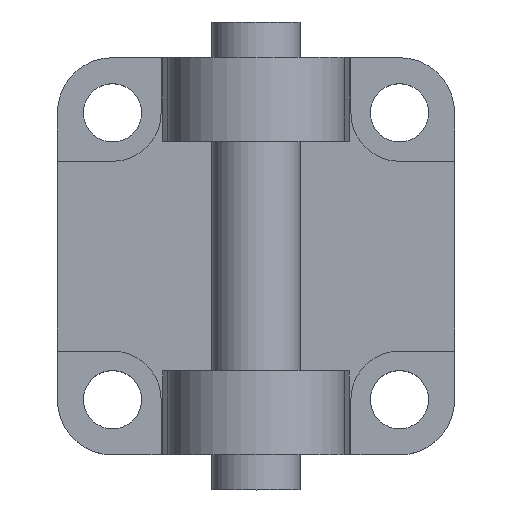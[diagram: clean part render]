
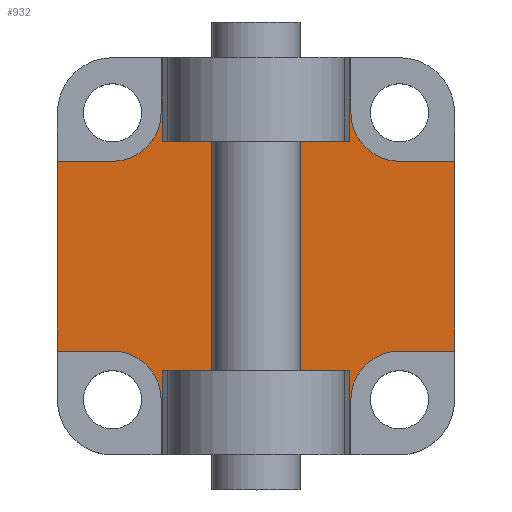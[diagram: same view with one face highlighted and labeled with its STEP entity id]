
A CAD part, top view. The second image highlights one B-rep face of the part: STEP entity #932.
In plain terms, the highlighted planar face has unit normal (0, 0, 1).
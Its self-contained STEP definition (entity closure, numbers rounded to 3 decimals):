
#277=CARTESIAN_POINT('',(-22.5,-10.75,9.0));
#278=VERTEX_POINT('',#277);
#285=CARTESIAN_POINT('',(-22.5,10.75,9.0));
#286=VERTEX_POINT('',#285);
#287=CARTESIAN_POINT('',(-22.5,-10.75,9.0));
#288=DIRECTION('',(0.0,1.0,0.0));
#289=VECTOR('',#288,21.5);
#290=LINE('',#287,#289);
#291=EDGE_CURVE('',#278,#286,#290,.T.);
#434=CARTESIAN_POINT('',(22.5,10.75,9.0));
#435=VERTEX_POINT('',#434);
#442=CARTESIAN_POINT('',(22.5,-10.75,9.0));
#443=VERTEX_POINT('',#442);
#444=CARTESIAN_POINT('',(22.5,10.75,9.0));
#445=DIRECTION('',(0.0,-1.0,0.0));
#446=VECTOR('',#445,21.5);
#447=LINE('',#444,#446);
#448=EDGE_CURVE('',#435,#443,#447,.T.);
#636=CARTESIAN_POINT('',(-10.75,-22.5,9.0));
#637=VERTEX_POINT('',#636);
#644=CARTESIAN_POINT('',(-10.75,-16.25,9.0));
#645=VERTEX_POINT('',#644);
#646=CARTESIAN_POINT('',(-10.75,-16.25,9.0));
#647=DIRECTION('',(0.0,-1.0,0.0));
#648=VECTOR('',#647,6.25);
#649=LINE('',#646,#648);
#650=EDGE_CURVE('',#645,#637,#649,.T.);
#667=CARTESIAN_POINT('',(-16.25,-10.75,9.0));
#668=VERTEX_POINT('',#667);
#675=CARTESIAN_POINT('',(-22.5,-10.75,9.0));
#676=DIRECTION('',(1.0,0.0,0.0));
#677=VECTOR('',#676,6.25);
#678=LINE('',#675,#677);
#679=EDGE_CURVE('',#278,#668,#678,.T.);
#692=CARTESIAN_POINT('',(-16.25,10.75,9.0));
#693=VERTEX_POINT('',#692);
#694=CARTESIAN_POINT('',(-16.25,10.75,9.0));
#695=DIRECTION('',(-1.0,0.0,0.0));
#696=VECTOR('',#695,6.25);
#697=LINE('',#694,#696);
#698=EDGE_CURVE('',#693,#286,#697,.T.);
#715=CARTESIAN_POINT('',(-10.75,16.25,9.0));
#716=VERTEX_POINT('',#715);
#723=CARTESIAN_POINT('',(-10.75,22.5,9.0));
#724=VERTEX_POINT('',#723);
#725=CARTESIAN_POINT('',(-10.75,22.5,9.0));
#726=DIRECTION('',(0.0,-1.0,0.0));
#727=VECTOR('',#726,6.25);
#728=LINE('',#725,#727);
#729=EDGE_CURVE('',#724,#716,#728,.T.);
#746=CARTESIAN_POINT('',(10.75,22.5,9.0));
#747=VERTEX_POINT('',#746);
#754=CARTESIAN_POINT('',(10.75,16.25,9.0));
#755=VERTEX_POINT('',#754);
#756=CARTESIAN_POINT('',(10.75,16.25,9.0));
#757=DIRECTION('',(0.0,1.0,0.0));
#758=VECTOR('',#757,6.25);
#759=LINE('',#756,#758);
#760=EDGE_CURVE('',#755,#747,#759,.T.);
#777=CARTESIAN_POINT('',(16.25,10.75,9.0));
#778=VERTEX_POINT('',#777);
#785=CARTESIAN_POINT('',(22.5,10.75,9.0));
#786=DIRECTION('',(-1.0,0.0,0.0));
#787=VECTOR('',#786,6.25);
#788=LINE('',#785,#787);
#789=EDGE_CURVE('',#435,#778,#788,.T.);
#795=CARTESIAN_POINT('',(0.0,0.,9.0));
#796=DIRECTION('',(0.0,0.0,1.0));
#797=DIRECTION('',(1.0,0.0,0.0));
#798=AXIS2_PLACEMENT_3D('',#795,#796,#797);
#799=PLANE('',#798);
#800=ORIENTED_EDGE('',*,*,#679,.T.);
#801=CARTESIAN_POINT('',(-16.25,-16.25,9.0));
#802=DIRECTION('',(0.0,0.0,-1.0));
#803=DIRECTION('',(1.0,0.0,0.0));
#804=AXIS2_PLACEMENT_3D('',#801,#802,#803);
#805=CIRCLE('',#804,5.5);
#806=EDGE_CURVE('',#668,#645,#805,.T.);
#807=ORIENTED_EDGE('',*,*,#806,.T.);
#808=ORIENTED_EDGE('',*,*,#650,.T.);
#809=CARTESIAN_POINT('',(-10.577,-22.5,9.0));
#810=VERTEX_POINT('',#809);
#811=CARTESIAN_POINT('',(-10.577,-22.5,9.0));
#812=DIRECTION('',(-1.0,0.0,0.0));
#813=VECTOR('',#812,0.173);
#814=LINE('',#811,#813);
#815=EDGE_CURVE('',#810,#637,#814,.T.);
#816=ORIENTED_EDGE('',*,*,#815,.F.);
#817=CARTESIAN_POINT('',(-10.577,-13.,9.));
#818=VERTEX_POINT('',#817);
#819=CARTESIAN_POINT('',(-10.577,-22.5,9.0));
#820=DIRECTION('',(0.0,1.0,0.0));
#821=VECTOR('',#820,9.5);
#822=LINE('',#819,#821);
#823=EDGE_CURVE('',#810,#818,#822,.T.);
#824=ORIENTED_EDGE('',*,*,#823,.T.);
#825=CARTESIAN_POINT('',(10.577,-13.,9.));
#826=VERTEX_POINT('',#825);
#827=CARTESIAN_POINT('',(10.577,-13.,9.));
#828=DIRECTION('',(-1.0,0.0,0.0));
#829=VECTOR('',#828,21.154);
#830=LINE('',#827,#829);
#831=EDGE_CURVE('',#826,#818,#830,.T.);
#832=ORIENTED_EDGE('',*,*,#831,.F.);
#833=CARTESIAN_POINT('',(10.577,-22.5,9.0));
#834=VERTEX_POINT('',#833);
#835=CARTESIAN_POINT('',(10.577,-13.,9.));
#836=DIRECTION('',(0.0,-1.0,0.0));
#837=VECTOR('',#836,9.5);
#838=LINE('',#835,#837);
#839=EDGE_CURVE('',#826,#834,#838,.T.);
#840=ORIENTED_EDGE('',*,*,#839,.T.);
#841=CARTESIAN_POINT('',(10.75,-22.5,9.0));
#842=VERTEX_POINT('',#841);
#843=CARTESIAN_POINT('',(10.75,-22.5,9.0));
#844=DIRECTION('',(-1.0,0.0,0.0));
#845=VECTOR('',#844,0.173);
#846=LINE('',#843,#845);
#847=EDGE_CURVE('',#842,#834,#846,.T.);
#848=ORIENTED_EDGE('',*,*,#847,.F.);
#849=CARTESIAN_POINT('',(10.75,-16.25,9.0));
#850=VERTEX_POINT('',#849);
#851=CARTESIAN_POINT('',(10.75,-22.5,9.0));
#852=DIRECTION('',(0.0,1.0,0.0));
#853=VECTOR('',#852,6.25);
#854=LINE('',#851,#853);
#855=EDGE_CURVE('',#842,#850,#854,.T.);
#856=ORIENTED_EDGE('',*,*,#855,.T.);
#857=CARTESIAN_POINT('',(16.25,-10.75,9.0));
#858=VERTEX_POINT('',#857);
#859=CARTESIAN_POINT('',(16.25,-16.25,9.0));
#860=DIRECTION('',(0.0,0.0,-1.0));
#861=DIRECTION('',(1.0,0.0,0.0));
#862=AXIS2_PLACEMENT_3D('',#859,#860,#861);
#863=CIRCLE('',#862,5.5);
#864=EDGE_CURVE('',#850,#858,#863,.T.);
#865=ORIENTED_EDGE('',*,*,#864,.T.);
#866=CARTESIAN_POINT('',(16.25,-10.75,9.0));
#867=DIRECTION('',(1.0,0.0,0.0));
#868=VECTOR('',#867,6.25);
#869=LINE('',#866,#868);
#870=EDGE_CURVE('',#858,#443,#869,.T.);
#871=ORIENTED_EDGE('',*,*,#870,.T.);
#872=ORIENTED_EDGE('',*,*,#448,.F.);
#873=ORIENTED_EDGE('',*,*,#789,.T.);
#874=CARTESIAN_POINT('',(16.25,16.25,9.0));
#875=DIRECTION('',(0.0,0.0,-1.0));
#876=DIRECTION('',(1.0,0.0,0.0));
#877=AXIS2_PLACEMENT_3D('',#874,#875,#876);
#878=CIRCLE('',#877,5.5);
#879=EDGE_CURVE('',#778,#755,#878,.T.);
#880=ORIENTED_EDGE('',*,*,#879,.T.);
#881=ORIENTED_EDGE('',*,*,#760,.T.);
#882=CARTESIAN_POINT('',(10.577,22.5,9.0));
#883=VERTEX_POINT('',#882);
#884=CARTESIAN_POINT('',(10.577,22.5,9.0));
#885=DIRECTION('',(1.0,0.0,0.0));
#886=VECTOR('',#885,0.173);
#887=LINE('',#884,#886);
#888=EDGE_CURVE('',#883,#747,#887,.T.);
#889=ORIENTED_EDGE('',*,*,#888,.F.);
#890=CARTESIAN_POINT('',(10.577,13.,9.));
#891=VERTEX_POINT('',#890);
#892=CARTESIAN_POINT('',(10.577,22.5,9.0));
#893=DIRECTION('',(0.0,-1.0,0.0));
#894=VECTOR('',#893,9.5);
#895=LINE('',#892,#894);
#896=EDGE_CURVE('',#883,#891,#895,.T.);
#897=ORIENTED_EDGE('',*,*,#896,.T.);
#898=CARTESIAN_POINT('',(-10.577,13.,9.));
#899=VERTEX_POINT('',#898);
#900=CARTESIAN_POINT('',(10.577,13.,9.));
#901=DIRECTION('',(-1.0,0.0,0.0));
#902=VECTOR('',#901,21.154);
#903=LINE('',#900,#902);
#904=EDGE_CURVE('',#891,#899,#903,.T.);
#905=ORIENTED_EDGE('',*,*,#904,.T.);
#906=CARTESIAN_POINT('',(-10.577,22.5,9.0));
#907=VERTEX_POINT('',#906);
#908=CARTESIAN_POINT('',(-10.577,13.,9.));
#909=DIRECTION('',(0.0,1.0,0.0));
#910=VECTOR('',#909,9.5);
#911=LINE('',#908,#910);
#912=EDGE_CURVE('',#899,#907,#911,.T.);
#913=ORIENTED_EDGE('',*,*,#912,.T.);
#914=CARTESIAN_POINT('',(-10.75,22.5,9.0));
#915=DIRECTION('',(1.0,0.0,0.0));
#916=VECTOR('',#915,0.173);
#917=LINE('',#914,#916);
#918=EDGE_CURVE('',#724,#907,#917,.T.);
#919=ORIENTED_EDGE('',*,*,#918,.F.);
#920=ORIENTED_EDGE('',*,*,#729,.T.);
#921=CARTESIAN_POINT('',(-16.25,16.25,9.0));
#922=DIRECTION('',(0.0,0.0,-1.0));
#923=DIRECTION('',(1.0,0.0,0.0));
#924=AXIS2_PLACEMENT_3D('',#921,#922,#923);
#925=CIRCLE('',#924,5.5);
#926=EDGE_CURVE('',#716,#693,#925,.T.);
#927=ORIENTED_EDGE('',*,*,#926,.T.);
#928=ORIENTED_EDGE('',*,*,#698,.T.);
#929=ORIENTED_EDGE('',*,*,#291,.F.);
#930=EDGE_LOOP('',(#800,#807,#808,#816,#824,#832,#840,#848,#856,#865,#871,#872,#873,#880,#881,#889,#897,#905,#913,#919,#920,#927,#928,#929));
#931=FACE_OUTER_BOUND('',#930,.T.);
#932=ADVANCED_FACE('',(#931),#799,.T.);
